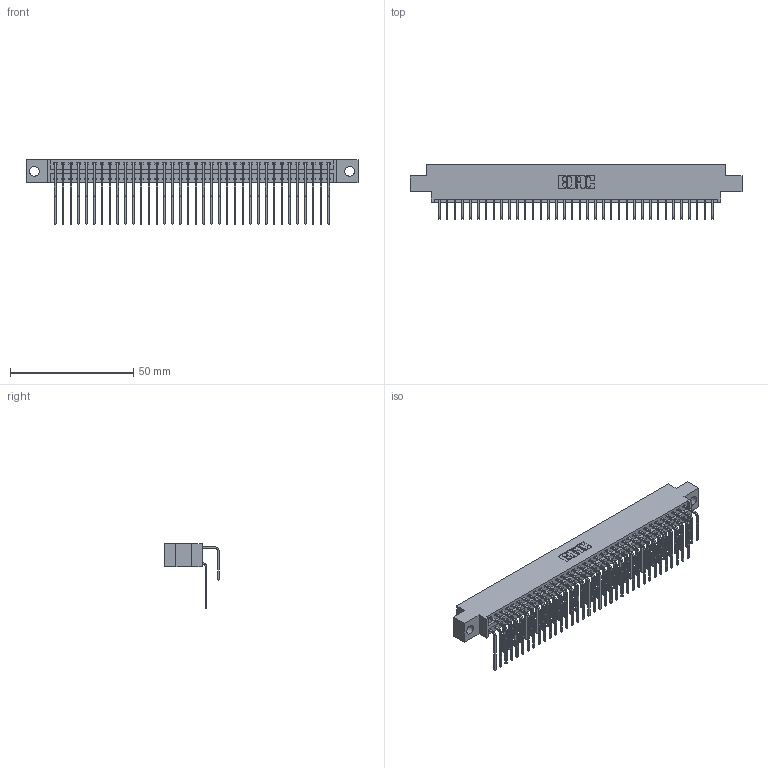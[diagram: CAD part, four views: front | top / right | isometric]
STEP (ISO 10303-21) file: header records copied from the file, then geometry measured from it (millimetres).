
FILE_DESCRIPTION (( 'STEP AP203' ), '1' );
FILE_NAME ('346-072-558-804.STEP', '2022-05-25T00:51:31', ( '' ), ( '' ), 'SwSTEP 2.0', 'SolidWorks 2020', '' );
FILE_SCHEMA (( 'CONFIG_CONTROL_DESIGN' ));
Length unit declared in the file: inch
Products named in the file (4): 346-072-558-804; 346 Part_0.170 Offset - 0.156 Dia-TH; 345-292-001_558 Tail - 2; 345-292-001_558 559 Tail - 1
Assembly tree (73 placements, depth 2):
  346-072-558-804
    346 Part_0.170 Offset - 0.156 Dia-TH
    345-292-001_558 559 Tail - 1  x36
    345-292-001_558 Tail - 2  x36
Bounding box: 134.87 x 22.16 x 26.16 mm (x, y, z)
Volume: 13260.1 mm3; surface area: 20152.7 mm2
Topology: 73 solids, 73 shells, 4028 faces, 11969 edges, 7882 vertices
Faces by surface type: plane 2758, cylinder 1270
Entity records: 26637 total; most frequent: CARTESIAN_POINT 4457, ORIENTED_EDGE 4338, DIRECTION 3949, EDGE_CURVE 2169, VECTOR 1853, LINE 1853, VERTEX_POINT 1442, AXIS2_PLACEMENT_3D 1048
